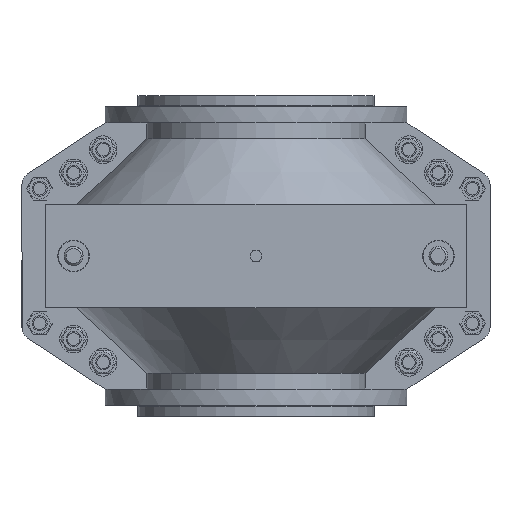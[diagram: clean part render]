
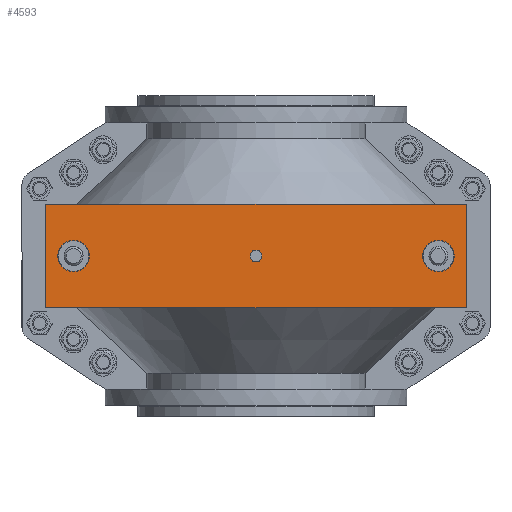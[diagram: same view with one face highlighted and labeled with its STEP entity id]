
A CAD part, front view. The second image highlights one B-rep face of the part: STEP entity #4593.
In plain terms, the highlighted planar face has unit normal (0, -1, 0).
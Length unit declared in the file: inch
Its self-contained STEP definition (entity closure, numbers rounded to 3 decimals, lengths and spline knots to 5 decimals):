
#3720=CARTESIAN_POINT('',(-11.98249,-3.99363,4.34222));
#3721=VERTEX_POINT('',#3720);
#3728=CARTESIAN_POINT('',(14.31673,-3.99363,4.34222));
#3729=VERTEX_POINT('',#3728);
#3730=CARTESIAN_POINT('',(14.31673,-3.99363,4.34222));
#3731=DIRECTION('',(-1.0,0.0,0.0));
#3732=VECTOR('',#3731,26.29921);
#3733=LINE('',#3730,#3732);
#3734=EDGE_CURVE('',#3729,#3721,#3733,.T.);
#4358=CARTESIAN_POINT('',(14.31673,-3.99363,-2.11447));
#4359=VERTEX_POINT('',#4358);
#4366=CARTESIAN_POINT('',(-11.98249,-3.99363,-2.11447));
#4367=VERTEX_POINT('',#4366);
#4368=CARTESIAN_POINT('',(-11.98249,-3.99363,-2.11447));
#4369=DIRECTION('',(1.0,0.0,0.0));
#4370=VECTOR('',#4369,26.29921);
#4371=LINE('',#4368,#4370);
#4372=EDGE_CURVE('',#4367,#4359,#4371,.T.);
#4522=CARTESIAN_POINT('',(-11.98249,-3.99363,4.34222));
#4523=DIRECTION('',(0.0,0.0,-1.0));
#4524=VECTOR('',#4523,6.45669);
#4525=LINE('',#4522,#4524);
#4526=EDGE_CURVE('',#3721,#4367,#4525,.T.);
#4539=CARTESIAN_POINT('',(14.31673,-3.99363,-2.11447));
#4540=DIRECTION('',(0.0,0.0,1.0));
#4541=VECTOR('',#4540,6.45669);
#4542=LINE('',#4539,#4541);
#4543=EDGE_CURVE('',#4359,#3729,#4542,.T.);
#4549=CARTESIAN_POINT('',(1.16712,-3.99363,1.11387));
#4550=DIRECTION('',(0.0,1.0,0.0));
#4551=DIRECTION('',(1.0,0.0,0.0));
#4552=AXIS2_PLACEMENT_3D('',#4549,#4550,#4551);
#4553=PLANE('',#4552);
#4554=ORIENTED_EDGE('',*,*,#4526,.T.);
#4555=ORIENTED_EDGE('',*,*,#4372,.T.);
#4556=ORIENTED_EDGE('',*,*,#4543,.T.);
#4557=ORIENTED_EDGE('',*,*,#3734,.T.);
#4558=EDGE_LOOP('',(#4554,#4555,#4556,#4557));
#4559=FACE_OUTER_BOUND('',#4558,.T.);
#4560=CARTESIAN_POINT('',(0.97027,-3.99363,1.11387));
#4561=VERTEX_POINT('',#4560);
#4562=CARTESIAN_POINT('',(1.16712,-3.99363,1.11387));
#4563=DIRECTION('',(0.0,1.0,0.0));
#4564=DIRECTION('',(1.0,0.0,0.0));
#4565=AXIS2_PLACEMENT_3D('',#4562,#4563,#4564);
#4566=CIRCLE('',#4565,0.19685);
#4567=EDGE_CURVE('',#4561,#4561,#4566,.T.);
#4568=ORIENTED_EDGE('',*,*,#4567,.T.);
#4569=EDGE_LOOP('',(#4568));
#4570=FACE_BOUND('',#4569,.T.);
#4571=CARTESIAN_POINT('',(13.1996,-3.99363,1.11387));
#4572=VERTEX_POINT('',#4571);
#4573=CARTESIAN_POINT('',(12.58444,-3.99363,1.11387));
#4574=DIRECTION('',(0.0,-1.0,0.0));
#4575=DIRECTION('',(-1.0,0.0,0.0));
#4576=AXIS2_PLACEMENT_3D('',#4573,#4574,#4575);
#4577=CIRCLE('',#4576,0.61516);
#4578=EDGE_CURVE('',#4572,#4572,#4577,.T.);
#4579=ORIENTED_EDGE('',*,*,#4578,.F.);
#4580=EDGE_LOOP('',(#4579));
#4581=FACE_BOUND('',#4580,.T.);
#4582=CARTESIAN_POINT('',(-9.63504,-3.99363,1.11387));
#4583=VERTEX_POINT('',#4582);
#4584=CARTESIAN_POINT('',(-10.2502,-3.99363,1.11387));
#4585=DIRECTION('',(0.0,-1.0,0.0));
#4586=DIRECTION('',(-1.0,0.0,0.0));
#4587=AXIS2_PLACEMENT_3D('',#4584,#4585,#4586);
#4588=CIRCLE('',#4587,0.61516);
#4589=EDGE_CURVE('',#4583,#4583,#4588,.T.);
#4590=ORIENTED_EDGE('',*,*,#4589,.F.);
#4591=EDGE_LOOP('',(#4590));
#4592=FACE_BOUND('',#4591,.T.);
#4593=ADVANCED_FACE('',(#4559,#4570,#4581,#4592),#4553,.F.);
